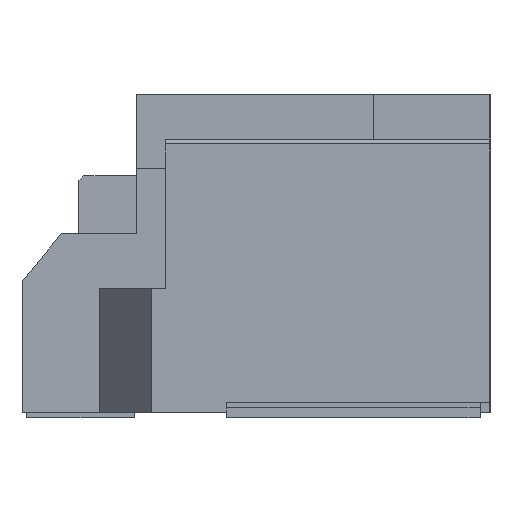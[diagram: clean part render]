
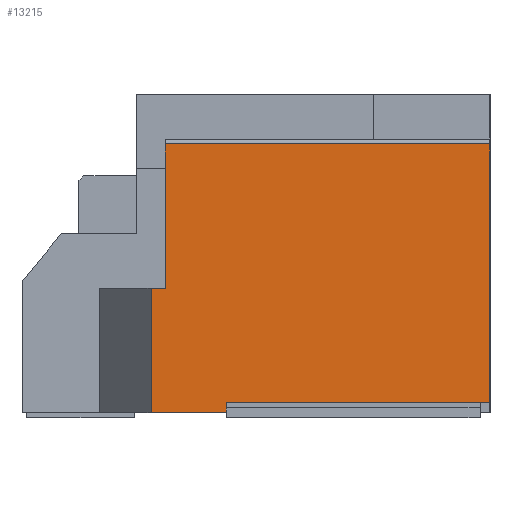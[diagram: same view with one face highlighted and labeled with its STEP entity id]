
A CAD part, left-side view. The second image highlights one B-rep face of the part: STEP entity #13215.
In plain terms, the highlighted planar face has unit normal (-1, 0, 0).
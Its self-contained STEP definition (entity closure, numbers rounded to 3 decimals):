
#587 = CARTESIAN_POINT ( 'NONE',  ( -11., 4.25, 5.4 ) ) ;
#1608 = PLANE ( 'NONE',  #14725 ) ;
#2299 = EDGE_CURVE ( 'NONE', #2481, #24209, #5463, .T. ) ;
#2427 = DIRECTION ( 'NONE',  ( 0., -1., 0. ) ) ;
#2481 = VERTEX_POINT ( 'NONE', #25609 ) ;
#2607 = CARTESIAN_POINT ( 'NONE',  ( -11., 0.15, 0.1 ) ) ;
#3090 = EDGE_CURVE ( 'NONE', #15695, #5972, #21677, .T. ) ;
#3173 = VECTOR ( 'NONE', #23118, 1000. ) ;
#3603 = FACE_OUTER_BOUND ( 'NONE', #4613, .T. ) ;
#4260 = EDGE_CURVE ( 'NONE', #11109, #2481, #17092, .T. ) ;
#4276 = CARTESIAN_POINT ( 'NONE',  ( -11., -5.15, 6.4 ) ) ;
#4354 = VERTEX_POINT ( 'NONE', #26417 ) ;
#4369 = CARTESIAN_POINT ( 'NONE',  ( -11., 1.658, 0. ) ) ;
#4613 = EDGE_LOOP ( 'NONE', ( #15613, #17896, #10586, #7582, #23933, #10095, #16686, #10565, #10211 ) ) ;
#4765 = VERTEX_POINT ( 'NONE', #13797 ) ;
#4874 = CARTESIAN_POINT ( 'NONE',  ( -11., 0.15, 0.2 ) ) ;
#5463 = LINE ( 'NONE', #19910, #23264 ) ;
#5593 = DIRECTION ( 'NONE',  ( 0., -1., 0. ) ) ;
#5755 = LINE ( 'NONE', #24313, #13506 ) ;
#5786 = LINE ( 'NONE', #4874, #22074 ) ;
#5877 = DIRECTION ( 'NONE',  ( 0., 0., 1. ) ) ;
#5972 = VERTEX_POINT ( 'NONE', #9377 ) ;
#7034 = DIRECTION ( 'NONE',  ( 0., 0., -1. ) ) ;
#7582 = ORIENTED_EDGE ( 'NONE', *, *, #2299, .F. ) ;
#8566 = CARTESIAN_POINT ( 'NONE',  ( -11., 1.372, 5.4 ) ) ;
#9377 = CARTESIAN_POINT ( 'NONE',  ( -11., 0.15, 0. ) ) ;
#9715 = DIRECTION ( 'NONE',  ( 0., 0., -1. ) ) ;
#10095 = ORIENTED_EDGE ( 'NONE', *, *, #20001, .T. ) ;
#10211 = ORIENTED_EDGE ( 'NONE', *, *, #25715, .F. ) ;
#10282 = VERTEX_POINT ( 'NONE', #23622 ) ;
#10565 = ORIENTED_EDGE ( 'NONE', *, *, #16893, .F. ) ;
#10586 = ORIENTED_EDGE ( 'NONE', *, *, #26152, .F. ) ;
#10615 = LINE ( 'NONE', #4276, #21712 ) ;
#11109 = VERTEX_POINT ( 'NONE', #19575 ) ;
#13003 = VECTOR ( 'NONE', #22789, 1000. ) ;
#13215 = ADVANCED_FACE ( 'NONE', ( #3603 ), #1608, .F. ) ;
#13457 = EDGE_CURVE ( 'NONE', #4765, #18862, #20926, .T. ) ;
#13506 = VECTOR ( 'NONE', #5877, 1000. ) ;
#13797 = CARTESIAN_POINT ( 'NONE',  ( -11., -5.15, 5.4 ) ) ;
#14309 = LINE ( 'NONE', #16212, #22152 ) ;
#14683 = DIRECTION ( 'NONE',  ( 0., 0., -1. ) ) ;
#14725 = AXIS2_PLACEMENT_3D ( 'NONE', #18055, #23619, #7034 ) ;
#15613 = ORIENTED_EDGE ( 'NONE', *, *, #19925, .F. ) ;
#15695 = VERTEX_POINT ( 'NONE', #2607 ) ;
#15973 = LINE ( 'NONE', #22013, #16384 ) ;
#16212 = CARTESIAN_POINT ( 'NONE',  ( -11., 4.25, 0. ) ) ;
#16384 = VECTOR ( 'NONE', #9715, 1000. ) ;
#16686 = ORIENTED_EDGE ( 'NONE', *, *, #3090, .F. ) ;
#16893 = EDGE_CURVE ( 'NONE', #10282, #15695, #15973, .T. ) ;
#17092 = LINE ( 'NONE', #4369, #3173 ) ;
#17896 = ORIENTED_EDGE ( 'NONE', *, *, #13457, .T. ) ;
#18055 = CARTESIAN_POINT ( 'NONE',  ( -11., 4.25, 6.4 ) ) ;
#18210 = VECTOR ( 'NONE', #19648, 1000. ) ;
#18862 = VERTEX_POINT ( 'NONE', #8566 ) ;
#19322 = DIRECTION ( 'NONE',  ( 0., 1., 0. ) ) ;
#19521 = CARTESIAN_POINT ( 'NONE',  ( -11., 0.15, 6.4 ) ) ;
#19575 = CARTESIAN_POINT ( 'NONE',  ( -11., 1.658, 0. ) ) ;
#19648 = DIRECTION ( 'NONE',  ( 0., 0., -1. ) ) ;
#19769 = CARTESIAN_POINT ( 'NONE',  ( -11., 1.372, 2.5 ) ) ;
#19910 = CARTESIAN_POINT ( 'NONE',  ( -11., 1.372, 2.5 ) ) ;
#19925 = EDGE_CURVE ( 'NONE', #4765, #4354, #10615, .T. ) ;
#20001 = EDGE_CURVE ( 'NONE', #11109, #5972, #14309, .T. ) ;
#20926 = LINE ( 'NONE', #587, #13003 ) ;
#21677 = LINE ( 'NONE', #19521, #18210 ) ;
#21712 = VECTOR ( 'NONE', #14683, 1000. ) ;
#22013 = CARTESIAN_POINT ( 'NONE',  ( -11., 0.15, 0.2 ) ) ;
#22074 = VECTOR ( 'NONE', #19322, 1000. ) ;
#22152 = VECTOR ( 'NONE', #2427, 1000. ) ;
#22789 = DIRECTION ( 'NONE',  ( 0., 1., 0. ) ) ;
#23118 = DIRECTION ( 'NONE',  ( 0., 0., 1. ) ) ;
#23264 = VECTOR ( 'NONE', #5593, 1000. ) ;
#23619 = DIRECTION ( 'NONE',  ( 1., 0., 0. ) ) ;
#23622 = CARTESIAN_POINT ( 'NONE',  ( -11., 0.15, 0.2 ) ) ;
#23933 = ORIENTED_EDGE ( 'NONE', *, *, #4260, .F. ) ;
#24209 = VERTEX_POINT ( 'NONE', #19769 ) ;
#24313 = CARTESIAN_POINT ( 'NONE',  ( -11., 1.372, 2.5 ) ) ;
#25609 = CARTESIAN_POINT ( 'NONE',  ( -11., 1.658, 2.5 ) ) ;
#25715 = EDGE_CURVE ( 'NONE', #4354, #10282, #5786, .T. ) ;
#26152 = EDGE_CURVE ( 'NONE', #24209, #18862, #5755, .T. ) ;
#26417 = CARTESIAN_POINT ( 'NONE',  ( -11., -5.15, 0.2 ) ) ;
